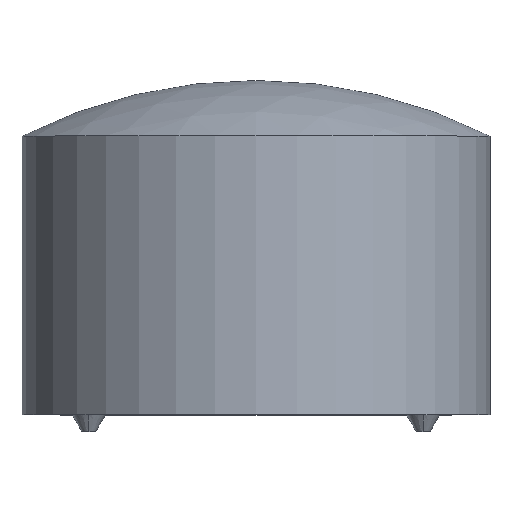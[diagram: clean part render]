
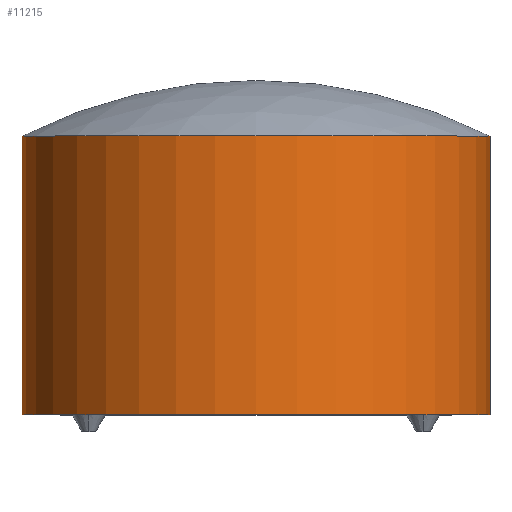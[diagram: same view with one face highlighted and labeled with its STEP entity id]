
A CAD part, top view. The second image highlights one B-rep face of the part: STEP entity #11215.
In plain terms, the highlighted cylindrical face has radius 21 mm (diameter 42 mm), a partial arc.
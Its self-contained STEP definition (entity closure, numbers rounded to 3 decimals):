
#231 = DIRECTION ( 'NONE',  ( 0., -1., 0. ) ) ;
#456 = VERTEX_POINT ( 'NONE', #15075 ) ;
#1027 = VECTOR ( 'NONE', #6624, 1000. ) ;
#1182 = CARTESIAN_POINT ( 'NONE',  ( 0., 25., 0. ) ) ;
#1318 = AXIS2_PLACEMENT_3D ( 'NONE', #13000, #231, #7088 ) ;
#1547 = ORIENTED_EDGE ( 'NONE', *, *, #7168, .F. ) ;
#2193 = CARTESIAN_POINT ( 'NONE',  ( 21., 0., 0. ) ) ;
#2409 = AXIS2_PLACEMENT_3D ( 'NONE', #1182, #12855, #5829 ) ;
#2416 = AXIS2_PLACEMENT_3D ( 'NONE', #10754, #3399, #6915 ) ;
#3399 = DIRECTION ( 'NONE',  ( 0., -1., 0. ) ) ;
#3425 = CIRCLE ( 'NONE', #1318, 21. ) ;
#4326 = EDGE_LOOP ( 'NONE', ( #11438, #8029, #10677, #1547 ) ) ;
#5136 = CIRCLE ( 'NONE', #2409, 21. ) ;
#5690 = EDGE_CURVE ( 'NONE', #8145, #13085, #5136, .T. ) ;
#5829 = DIRECTION ( 'NONE',  ( 1., 0., 0. ) ) ;
#6366 = EDGE_CURVE ( 'NONE', #13085, #456, #6572, .T. ) ;
#6572 = LINE ( 'NONE', #10513, #13092 ) ;
#6624 = DIRECTION ( 'NONE',  ( 0., -1., 0. ) ) ;
#6794 = EDGE_CURVE ( 'NONE', #9435, #456, #3425, .T. ) ;
#6893 = CYLINDRICAL_SURFACE ( 'NONE', #2416, 21. ) ;
#6915 = DIRECTION ( 'NONE',  ( 1., 0., 0. ) ) ;
#7088 = DIRECTION ( 'NONE',  ( 1., 0., 0. ) ) ;
#7168 = EDGE_CURVE ( 'NONE', #8145, #9435, #12518, .T. ) ;
#8029 = ORIENTED_EDGE ( 'NONE', *, *, #6366, .T. ) ;
#8145 = VERTEX_POINT ( 'NONE', #13939 ) ;
#9092 = CARTESIAN_POINT ( 'NONE',  ( -21., 25., 0. ) ) ;
#9128 = CARTESIAN_POINT ( 'NONE',  ( 21., 0., 0. ) ) ;
#9404 = FACE_OUTER_BOUND ( 'NONE', #4326, .T. ) ;
#9435 = VERTEX_POINT ( 'NONE', #2193 ) ;
#10513 = CARTESIAN_POINT ( 'NONE',  ( -21., 0., 0. ) ) ;
#10677 = ORIENTED_EDGE ( 'NONE', *, *, #6794, .F. ) ;
#10754 = CARTESIAN_POINT ( 'NONE',  ( 0., 0., 0. ) ) ;
#11215 = ADVANCED_FACE ( 'NONE', ( #9404 ), #6893, .T. ) ;
#11438 = ORIENTED_EDGE ( 'NONE', *, *, #5690, .T. ) ;
#12518 = LINE ( 'NONE', #9128, #1027 ) ;
#12855 = DIRECTION ( 'NONE',  ( 0., -1., 0. ) ) ;
#12993 = DIRECTION ( 'NONE',  ( 0., -1., 0. ) ) ;
#13000 = CARTESIAN_POINT ( 'NONE',  ( 0., 0., 0. ) ) ;
#13085 = VERTEX_POINT ( 'NONE', #9092 ) ;
#13092 = VECTOR ( 'NONE', #12993, 1000. ) ;
#13939 = CARTESIAN_POINT ( 'NONE',  ( 21., 25., 0. ) ) ;
#15075 = CARTESIAN_POINT ( 'NONE',  ( -21., 0., 0. ) ) ;
